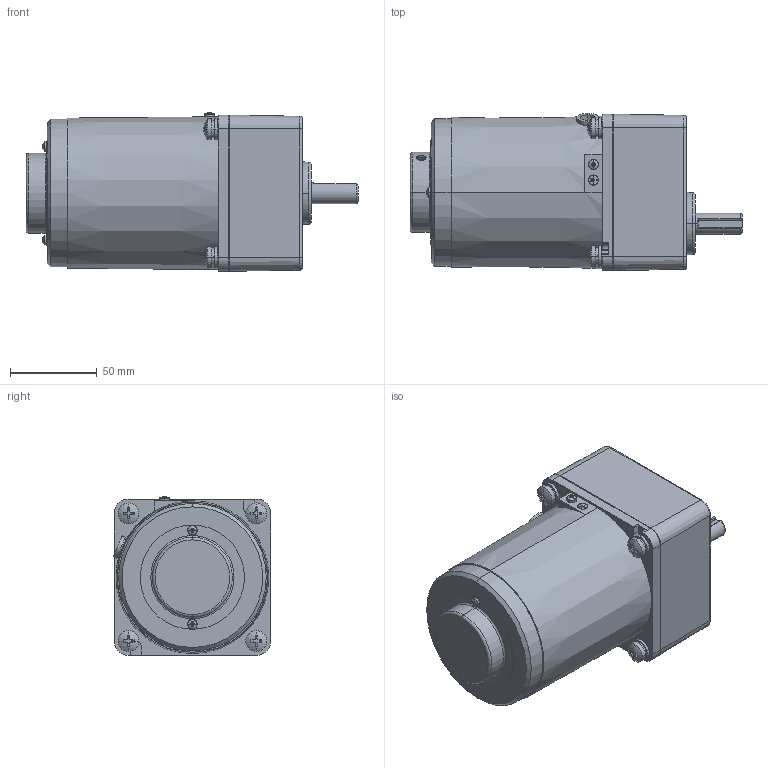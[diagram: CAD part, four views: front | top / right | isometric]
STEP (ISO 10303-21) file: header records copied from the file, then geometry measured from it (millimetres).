
FILE_DESCRIPTION (( 'STEP AP203' ), '1' );
FILE_NAME ('5IK40RGN-C(5GN3K-18K).STEP', '2020-04-09T03:18:13', ( 'Windows 蚚誧' ), ( '' ), 'SwSTEP 2.0', 'SolidWorks 2019', '' );
FILE_SCHEMA (( 'CONFIG_CONTROL_DESIGN' ));
Length unit declared in the file: millimetre
Products named in the file (9): 3ik15ra-c_asm(2)^70TSZ; 5IK40A-C 5GN3K‵18K.stp; 70TSZ; M3; 5IK40RGN-C(5GN3K-18K); 5IK40GN-C(5GN3K-18K); 3IK15RA-C_AF0^3ik15ra-c_asm(2)_70TSZ; PRT0099^3ik15ra-c_asm(2)_70TSZ; PRT0101^3ik15ra-c_asm(2)_70TSZ
Assembly tree (8 placements, depth 4):
  5IK40RGN-C(5GN3K-18K)
    5IK40GN-C(5GN3K-18K)
      5IK40A-C 5GN3K‵18K.stp
      M3
    70TSZ
      3ik15ra-c_asm(2)^70TSZ
        3IK15RA-C_AF0^3ik15ra-c_asm(2)_70TSZ
        PRT0099^3ik15ra-c_asm(2)_70TSZ
        PRT0101^3ik15ra-c_asm(2)_70TSZ
Bounding box: 191.2 x 90.47 x 91.35 mm (x, y, z)
Volume: 982283.9 mm3; surface area: 108649.9 mm2
Topology: 36 solids, 36 shells, 1191 faces, 2993 edges, 1895 vertices
Faces by surface type: cylinder 405, plane 405, cone 262, torus 59, sphere 58, bspline 2
Entity records: 37574 total; most frequent: CARTESIAN_POINT 7083, DIRECTION 6825, ORIENTED_EDGE 5926, EDGE_CURVE 2963, AXIS2_PLACEMENT_3D 2817, VERTEX_POINT 1895, CIRCLE 1614, EDGE_LOOP 1280
